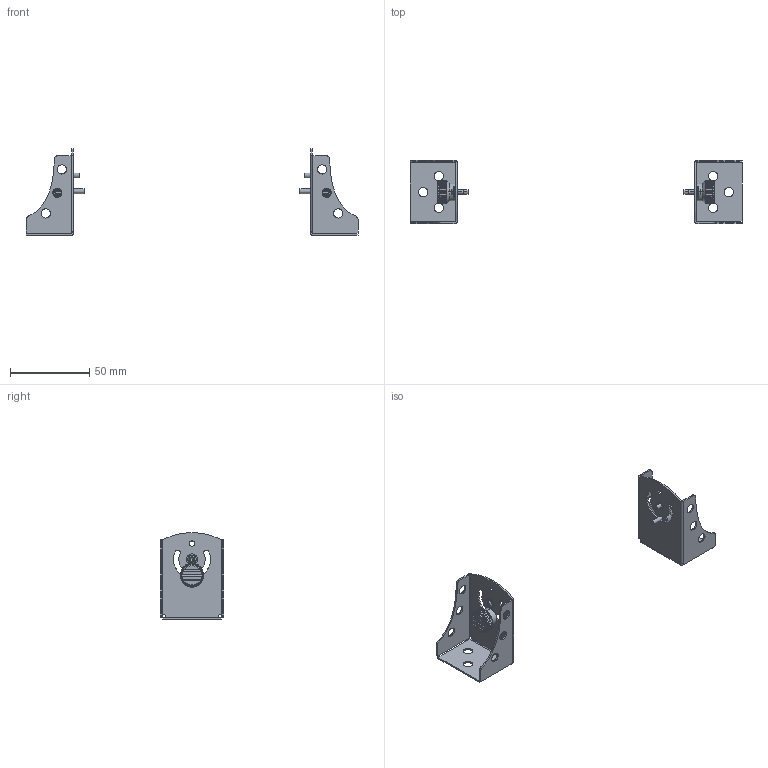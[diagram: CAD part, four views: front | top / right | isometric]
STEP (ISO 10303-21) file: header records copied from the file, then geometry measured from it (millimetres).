
FILE_DESCRIPTION((''),'2;1');
FILE_NAME('NA-MB-KIT','2022-07-06T13:20:05',('thomas.schmiedl'),(''),'CREO PARAMETRIC BY PTC INC, 2021184','CREO PARAMETRIC BY PTC INC, 2021184','');
FILE_SCHEMA(('AUTOMOTIVE_DESIGN { 1 0 10303 214 1 1 1 1 }'));
Length unit declared in the file: millimetre
Products named in the file (1): NA-MB-KIT
Bounding box: 210 x 40 x 55 mm (x, y, z)
Volume: 12270.2 mm3; surface area: 21039.4 mm2
Topology: 4 solids, 6 shells, 528 faces, 1448 edges, 934 vertices
Faces by surface type: cylinder 370, plane 72, cone 44, bspline 24, torus 18
Entity records: 20626 total; most frequent: CARTESIAN_POINT 7108, ORIENTED_EDGE 2888, DIRECTION 2382, EDGE_CURVE 1444, AXIS2_PLACEMENT_3D 934, VERTEX_POINT 934, EDGE_LOOP 590, FACE_OUTER_BOUND 528
